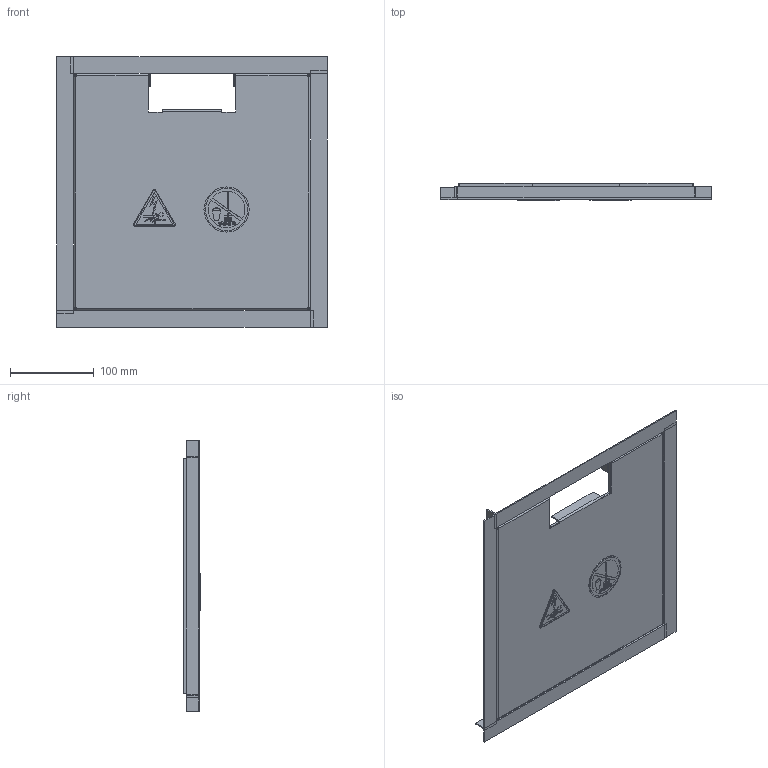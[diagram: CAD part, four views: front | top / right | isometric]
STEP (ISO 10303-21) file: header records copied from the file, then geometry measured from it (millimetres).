
FILE_DESCRIPTION (( 'STEP AP214' ), '1' );
FILE_NAME ('7406538_KSTP1.stp', '2016-10-10T13:13:57', ( '' ), ( '' ), 'SwSTEP 2.0', 'SolidWorks 2016', '' );
FILE_SCHEMA (( 'AUTOMOTIVE_DESIGN' ));
Length unit declared in the file: millimetre
Products named in the file (7): 002297_39441209 H=15 VA; 032927_43000132; 034042_43000138; 000155_Standard; 43473A_Nenngr”áe 250; 40494AB_39408456T1_40494AB_H=19_VA; 7406538_KSTP1
Assembly tree (9 placements, depth 3):
  7406538_KSTP1
    000155_Standard
      40494AB_39408456T1_40494AB_H=19_VA
      43473A_Nenngr”áe 250
    034042_43000138
    032927_43000132
    002297_39441209 H=15 VA  x4
Bounding box: 323.8 x 20.42 x 323.8 mm (x, y, z)
Volume: 491241.7 mm3; surface area: 430950.7 mm2
Topology: 8 solids, 8 shells, 342 faces, 829 edges, 530 vertices
Faces by surface type: plane 270, cylinder 42, bspline 30
Entity records: 12388 total; most frequent: CARTESIAN_POINT 2902, ORIENTED_EDGE 1550, DIRECTION 1401, EDGE_CURVE 775, VECTOR 631, LINE 631, VERTEX_POINT 494, AXIS2_PLACEMENT_3D 385
